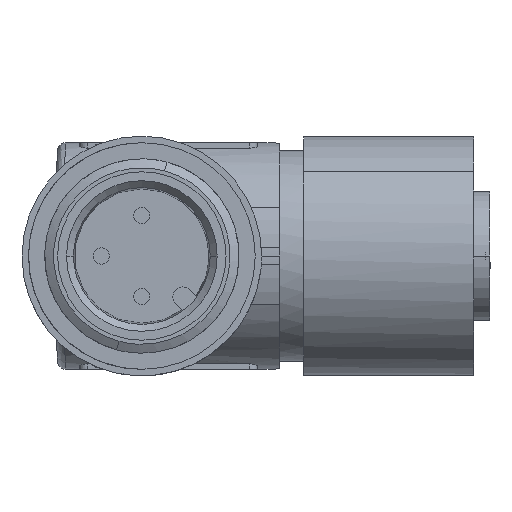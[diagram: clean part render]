
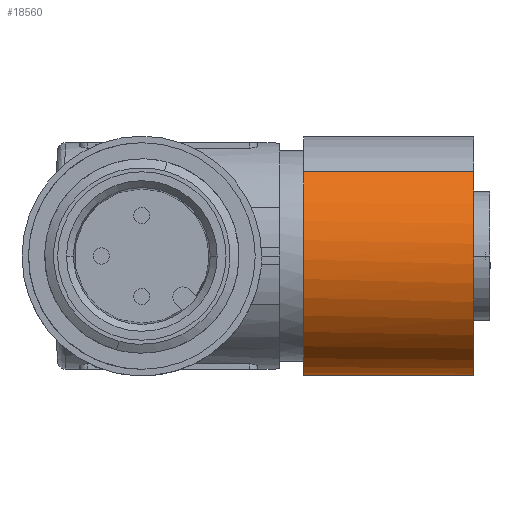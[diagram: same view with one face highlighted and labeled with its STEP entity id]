
A CAD part, left-side view. The second image highlights one B-rep face of the part: STEP entity #18560.
In plain terms, the highlighted cylindrical face has radius 7.4 mm (diameter 14.8 mm), a partial arc.
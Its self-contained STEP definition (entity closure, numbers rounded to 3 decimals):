
#17930=CARTESIAN_POINT('',(20.483,-175.64,
4.235));
#17940=DIRECTION('',(0.,0.,-1.));
#17950=DIRECTION('',(-0.707,0.707,
0.));
#17960=AXIS2_PLACEMENT_3D('',#17930,#17940,#17950);
#17970=CIRCLE('',#17960,7.4);
#17980=CARTESIAN_POINT('',(25.715,-180.872,
4.235));
#17990=VERTEX_POINT('',#17980);
#18000=CARTESIAN_POINT('',(15.25,-170.407,
4.235));
#18010=VERTEX_POINT('',#18000);
#18040=CARTESIAN_POINT('',(20.983,-168.257,
4.235));
#18050=VERTEX_POINT('',#18040);
#18060=EDGE_CURVE('',#18050,#17990,#17970,.T.);
#18080=EDGE_CURVE('',#18010,#18050,#17970,.T.);
#18200=CARTESIAN_POINT('',(20.483,-175.64,
9.735));
#18210=DIRECTION('',(0.,0.,-1.));
#18220=DIRECTION('',(-0.707,0.707,
0.));
#18230=AXIS2_PLACEMENT_3D('',#18200,#18210,#18220);
#18240=CYLINDRICAL_SURFACE('',#18230,7.4);
#18250=CARTESIAN_POINT('',(15.25,-170.407,
9.735));
#18260=DIRECTION('',(0.,0.,-1.));
#18270=VECTOR('',#18260,1.);
#18280=LINE('',#18250,#18270);
#18290=CARTESIAN_POINT('',(15.25,-170.407,
14.735));
#18300=VERTEX_POINT('',#18290);
#18310=EDGE_CURVE('',#18300,#18010,#18280,.T.);
#18320=ORIENTED_EDGE('',*,*,#18310,.F.);
#18330=ORIENTED_EDGE('',*,*,#18080,.F.);
#18340=ORIENTED_EDGE('',*,*,#18060,.F.);
#18350=CARTESIAN_POINT('',(25.715,-180.872,
9.735));
#18360=DIRECTION('',(0.,0.,-1.));
#18370=VECTOR('',#18360,1.);
#18380=LINE('',#18350,#18370);
#18390=CARTESIAN_POINT('',(25.715,-180.872,
14.735));
#18400=VERTEX_POINT('',#18390);
#18410=EDGE_CURVE('',#18400,#17990,#18380,.T.);
#18420=ORIENTED_EDGE('',*,*,#18410,.T.);
#18430=CARTESIAN_POINT('',(20.483,-175.64,
14.735));
#18440=DIRECTION('',(0.,0.,-1.));
#18450=DIRECTION('',(-0.707,0.707,
0.));
#18460=AXIS2_PLACEMENT_3D('',#18430,#18440,#18450);
#18470=CIRCLE('',#18460,7.4);
#18480=CARTESIAN_POINT('',(24.161,-169.219,
14.735));
#18490=VERTEX_POINT('',#18480);
#18500=EDGE_CURVE('',#18490,#18400,#18470,.T.);
#18510=ORIENTED_EDGE('',*,*,#18500,.T.);
#18520=EDGE_CURVE('',#18300,#18490,#18470,.T.);
#18530=ORIENTED_EDGE('',*,*,#18520,.T.);
#18540=EDGE_LOOP('',(#18530,#18510,#18420,#18340,#18330,#18320));
#18550=FACE_OUTER_BOUND('',#18540,.T.);
#18560=ADVANCED_FACE('',(#18550),#18240,.T.);
